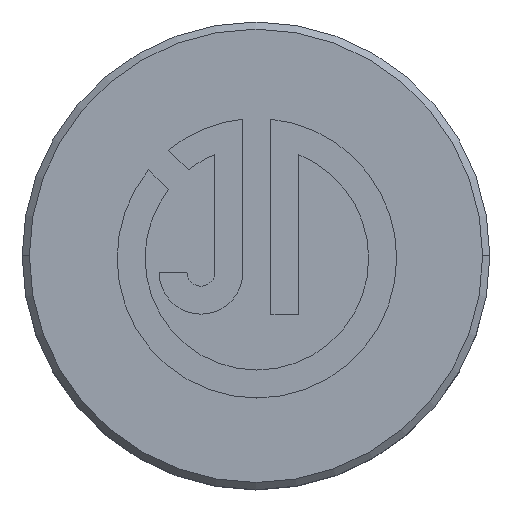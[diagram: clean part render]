
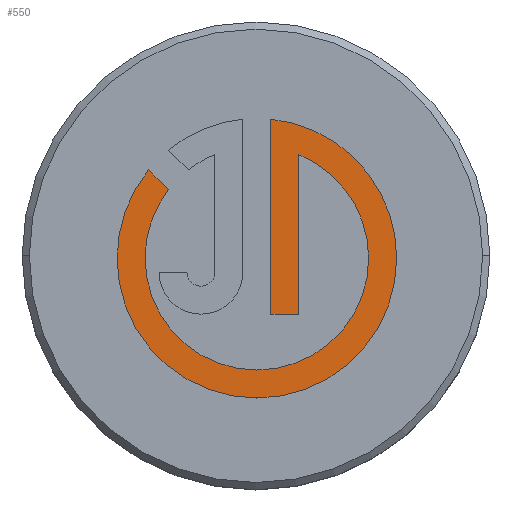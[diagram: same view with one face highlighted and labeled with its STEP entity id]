
A CAD part, top view. The second image highlights one B-rep face of the part: STEP entity #550.
In plain terms, the highlighted planar face has unit normal (0, 0, 1).
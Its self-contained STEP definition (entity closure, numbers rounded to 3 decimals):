
#27 = DIRECTION ( 'NONE',  ( -1., 0., 0. ) ) ;
#33 = DIRECTION ( 'NONE',  ( -1., 0., 0. ) ) ;
#47 = PLANE ( 'NONE',  #445 ) ;
#48 = VERTEX_POINT ( 'NONE', #928 ) ;
#52 = AXIS2_PLACEMENT_3D ( 'NONE', #1421, #759, #27 ) ;
#55 = VERTEX_POINT ( 'NONE', #1164 ) ;
#70 = LINE ( 'NONE', #1310, #985 ) ;
#112 = CIRCLE ( 'NONE', #1411, 3.885 ) ;
#120 = DIRECTION ( 'NONE',  ( 0., -1., 0. ) ) ;
#131 = AXIS2_PLACEMENT_3D ( 'NONE', #212, #1043, #338 ) ;
#143 = DIRECTION ( 'NONE',  ( 0., 0., 1. ) ) ;
#169 = CIRCLE ( 'NONE', #1191, 3.108 ) ;
#176 = CARTESIAN_POINT ( 'NONE',  ( 0.413, 3.799, 79.9 ) ) ;
#190 = VERTEX_POINT ( 'NONE', #479 ) ;
#212 = CARTESIAN_POINT ( 'NONE',  ( 0.025, -0.066, 79.9 ) ) ;
#274 = LINE ( 'NONE', #853, #1447 ) ;
#291 = VERTEX_POINT ( 'NONE', #560 ) ;
#296 = DIRECTION ( 'NONE',  ( 0., 0., 1. ) ) ;
#300 = AXIS2_PLACEMENT_3D ( 'NONE', #1424, #763, #33 ) ;
#321 = CARTESIAN_POINT ( 'NONE',  ( 0.025, -0.066, 79.9 ) ) ;
#333 = CARTESIAN_POINT ( 'NONE',  ( -2.983, 2.392, 79.9 ) ) ;
#338 = DIRECTION ( 'NONE',  ( 1., 0., 0. ) ) ;
#411 = ORIENTED_EDGE ( 'NONE', *, *, #968, .T. ) ;
#445 = AXIS2_PLACEMENT_3D ( 'NONE', #656, #296, #1113 ) ;
#447 = DIRECTION ( 'NONE',  ( 1., 0., 0. ) ) ;
#479 = CARTESIAN_POINT ( 'NONE',  ( 3.909, -0.066, 79.9 ) ) ;
#483 = CIRCLE ( 'NONE', #52, 3.108 ) ;
#519 = VECTOR ( 'NONE', #743, 1000. ) ;
#531 = VERTEX_POINT ( 'NONE', #1322 ) ;
#550 = ADVANCED_FACE ( 'NONE', ( #1348 ), #47, .T. ) ;
#560 = CARTESIAN_POINT ( 'NONE',  ( -2.431, 1.839, 79.9 ) ) ;
#577 = VERTEX_POINT ( 'NONE', #176 ) ;
#611 = ORIENTED_EDGE ( 'NONE', *, *, #1086, .T. ) ;
#633 = ORIENTED_EDGE ( 'NONE', *, *, #1042, .T. ) ;
#640 = EDGE_CURVE ( 'NONE', #1067, #531, #1218, .T. ) ;
#641 = DIRECTION ( 'NONE',  ( -0.707, 0.707, 0. ) ) ;
#642 = VERTEX_POINT ( 'NONE', #1133 ) ;
#656 = CARTESIAN_POINT ( 'NONE',  ( 0., 0., 79.9 ) ) ;
#661 = VECTOR ( 'NONE', #120, 1000. ) ;
#675 = ORIENTED_EDGE ( 'NONE', *, *, #795, .T. ) ;
#685 = CARTESIAN_POINT ( 'NONE',  ( 0.025, -0.066, 79.9 ) ) ;
#742 = LINE ( 'NONE', #847, #661 ) ;
#743 = DIRECTION ( 'NONE',  ( 0., 1., 0. ) ) ;
#759 = DIRECTION ( 'NONE',  ( 0., 0., -1. ) ) ;
#763 = DIRECTION ( 'NONE',  ( 0., 0., -1. ) ) ;
#795 = EDGE_CURVE ( 'NONE', #577, #1058, #742, .T. ) ;
#803 = DIRECTION ( 'NONE',  ( -1., 0., 0. ) ) ;
#804 = ORIENTED_EDGE ( 'NONE', *, *, #640, .T. ) ;
#820 = ORIENTED_EDGE ( 'NONE', *, *, #878, .T. ) ;
#825 = EDGE_CURVE ( 'NONE', #1058, #1106, #274, .T. ) ;
#847 = CARTESIAN_POINT ( 'NONE',  ( 0.413, 0., 79.9 ) ) ;
#853 = CARTESIAN_POINT ( 'NONE',  ( 0., -1.62, 79.9 ) ) ;
#868 = LINE ( 'NONE', #1195, #519 ) ;
#869 = CARTESIAN_POINT ( 'NONE',  ( 0.025, -0.066, 79.9 ) ) ;
#878 = EDGE_CURVE ( 'NONE', #1106, #642, #868, .T. ) ;
#918 = CARTESIAN_POINT ( 'NONE',  ( 0.413, -1.62, 79.9 ) ) ;
#924 = EDGE_CURVE ( 'NONE', #190, #577, #112, .T. ) ;
#926 = CARTESIAN_POINT ( 'NONE',  ( 1.19, -1.62, 79.9 ) ) ;
#928 = CARTESIAN_POINT ( 'NONE',  ( -3.083, -0.066, 79.9 ) ) ;
#947 = EDGE_CURVE ( 'NONE', #642, #55, #483, .T. ) ;
#958 = EDGE_CURVE ( 'NONE', #48, #291, #1018, .T. ) ;
#968 = EDGE_CURVE ( 'NONE', #291, #1067, #70, .T. ) ;
#978 = DIRECTION ( 'NONE',  ( 1., 0., 0. ) ) ;
#985 = VECTOR ( 'NONE', #641, 1000. ) ;
#998 = ORIENTED_EDGE ( 'NONE', *, *, #958, .T. ) ;
#1018 = CIRCLE ( 'NONE', #300, 3.108 ) ;
#1040 = CIRCLE ( 'NONE', #131, 3.885 ) ;
#1042 = EDGE_CURVE ( 'NONE', #55, #48, #169, .T. ) ;
#1043 = DIRECTION ( 'NONE',  ( 0., 0., 1. ) ) ;
#1058 = VERTEX_POINT ( 'NONE', #918 ) ;
#1067 = VERTEX_POINT ( 'NONE', #333 ) ;
#1086 = EDGE_CURVE ( 'NONE', #531, #190, #1040, .T. ) ;
#1106 = VERTEX_POINT ( 'NONE', #926 ) ;
#1112 = ORIENTED_EDGE ( 'NONE', *, *, #947, .T. ) ;
#1113 = DIRECTION ( 'NONE',  ( 1., 0., 0. ) ) ;
#1133 = CARTESIAN_POINT ( 'NONE',  ( 1.19, 2.815, 79.9 ) ) ;
#1138 = DIRECTION ( 'NONE',  ( 0., 0., 1. ) ) ;
#1164 = CARTESIAN_POINT ( 'NONE',  ( 3.132, -0.066, 79.9 ) ) ;
#1171 = ORIENTED_EDGE ( 'NONE', *, *, #924, .T. ) ;
#1189 = DIRECTION ( 'NONE',  ( 1., 0., 0. ) ) ;
#1191 = AXIS2_PLACEMENT_3D ( 'NONE', #685, #1465, #803 ) ;
#1195 = CARTESIAN_POINT ( 'NONE',  ( 1.19, 0., 79.9 ) ) ;
#1218 = CIRCLE ( 'NONE', #1220, 3.885 ) ;
#1220 = AXIS2_PLACEMENT_3D ( 'NONE', #321, #1138, #447 ) ;
#1274 = ORIENTED_EDGE ( 'NONE', *, *, #825, .T. ) ;
#1310 = CARTESIAN_POINT ( 'NONE',  ( -2.431, 1.839, 79.9 ) ) ;
#1322 = CARTESIAN_POINT ( 'NONE',  ( -3.86, -0.066, 79.9 ) ) ;
#1348 = FACE_OUTER_BOUND ( 'NONE', #1438, .T. ) ;
#1411 = AXIS2_PLACEMENT_3D ( 'NONE', #869, #143, #978 ) ;
#1421 = CARTESIAN_POINT ( 'NONE',  ( 0.025, -0.066, 79.9 ) ) ;
#1424 = CARTESIAN_POINT ( 'NONE',  ( 0.025, -0.066, 79.9 ) ) ;
#1438 = EDGE_LOOP ( 'NONE', ( #1112, #633, #998, #411, #804, #611, #1171, #675, #1274, #820 ) ) ;
#1447 = VECTOR ( 'NONE', #1189, 1000. ) ;
#1465 = DIRECTION ( 'NONE',  ( 0., 0., -1. ) ) ;
